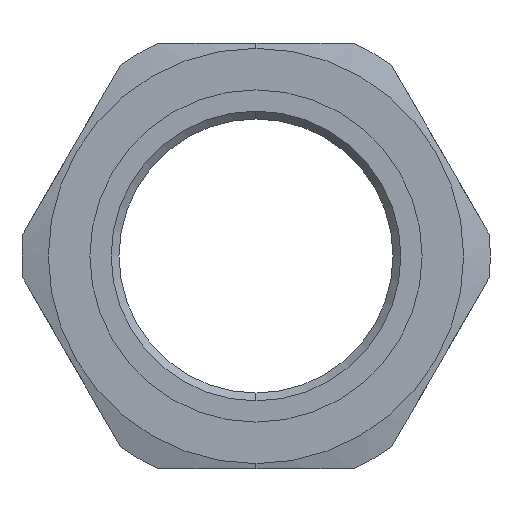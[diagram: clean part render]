
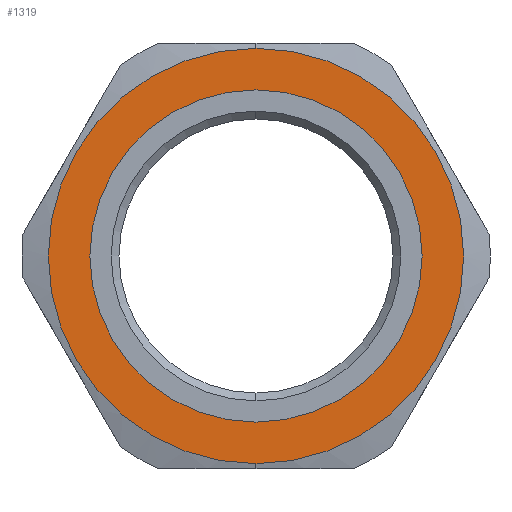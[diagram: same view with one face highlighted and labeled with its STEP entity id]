
A CAD part, left-side view. The second image highlights one B-rep face of the part: STEP entity #1319.
In plain terms, the highlighted planar face has unit normal (-1, 0, 0).
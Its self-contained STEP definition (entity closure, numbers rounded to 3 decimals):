
#22 = EDGE_LOOP ( 'NONE', ( #2121, #1799 ) ) ;
#106 = CARTESIAN_POINT ( 'NONE',  ( 15.3, 0., 0. ) ) ;
#149 = VERTEX_POINT ( 'NONE', #497 ) ;
#235 = CARTESIAN_POINT ( 'NONE',  ( 15.3, 0., -20. ) ) ;
#243 = CIRCLE ( 'NONE', #435, 16. ) ;
#311 = CARTESIAN_POINT ( 'NONE',  ( 15.3, 16., 0. ) ) ;
#320 = DIRECTION ( 'NONE',  ( 1., 0., 0. ) ) ;
#342 = ORIENTED_EDGE ( 'NONE', *, *, #1675, .F. ) ;
#376 = EDGE_CURVE ( 'NONE', #573, #149, #2192, .T. ) ;
#378 = DIRECTION ( 'NONE',  ( 0., 0., -1. ) ) ;
#399 = EDGE_CURVE ( 'NONE', #1391, #1565, #1983, .T. ) ;
#420 = DIRECTION ( 'NONE',  ( 1., 0., 0. ) ) ;
#435 = AXIS2_PLACEMENT_3D ( 'NONE', #106, #467, #1506 ) ;
#467 = DIRECTION ( 'NONE',  ( 1., 0., 0. ) ) ;
#475 = CARTESIAN_POINT ( 'NONE',  ( 15.3, 0., 16. ) ) ;
#497 = CARTESIAN_POINT ( 'NONE',  ( 15.3, 0., -16. ) ) ;
#528 = EDGE_CURVE ( 'NONE', #149, #573, #243, .T. ) ;
#573 = VERTEX_POINT ( 'NONE', #475 ) ;
#645 = DIRECTION ( 'NONE',  ( 0., 0., -1. ) ) ;
#703 = DIRECTION ( 'NONE',  ( 1., 0., 0. ) ) ;
#741 = DIRECTION ( 'NONE',  ( 0., 0., -1. ) ) ;
#808 = AXIS2_PLACEMENT_3D ( 'NONE', #2075, #703, #378 ) ;
#1047 = CIRCLE ( 'NONE', #808, 20. ) ;
#1065 = CARTESIAN_POINT ( 'NONE',  ( 15.3, 0., 0. ) ) ;
#1247 = FACE_BOUND ( 'NONE', #22, .T. ) ;
#1299 = DIRECTION ( 'NONE',  ( 0., 0., -1. ) ) ;
#1303 = AXIS2_PLACEMENT_3D ( 'NONE', #1065, #1763, #741 ) ;
#1319 = ADVANCED_FACE ( 'NONE', ( #1974, #1247 ), #2168, .F. ) ;
#1321 = AXIS2_PLACEMENT_3D ( 'NONE', #311, #320, #645 ) ;
#1391 = VERTEX_POINT ( 'NONE', #235 ) ;
#1466 = EDGE_LOOP ( 'NONE', ( #1943, #342 ) ) ;
#1506 = DIRECTION ( 'NONE',  ( 0., 0., -1. ) ) ;
#1508 = CARTESIAN_POINT ( 'NONE',  ( 15.3, 0., 20. ) ) ;
#1521 = AXIS2_PLACEMENT_3D ( 'NONE', #2104, #420, #1299 ) ;
#1565 = VERTEX_POINT ( 'NONE', #1508 ) ;
#1675 = EDGE_CURVE ( 'NONE', #1565, #1391, #1047, .T. ) ;
#1763 = DIRECTION ( 'NONE',  ( 1., 0., 0. ) ) ;
#1799 = ORIENTED_EDGE ( 'NONE', *, *, #376, .T. ) ;
#1943 = ORIENTED_EDGE ( 'NONE', *, *, #399, .F. ) ;
#1974 = FACE_OUTER_BOUND ( 'NONE', #1466, .T. ) ;
#1983 = CIRCLE ( 'NONE', #1521, 20. ) ;
#2075 = CARTESIAN_POINT ( 'NONE',  ( 15.3, 0., 0. ) ) ;
#2104 = CARTESIAN_POINT ( 'NONE',  ( 15.3, 0., 0. ) ) ;
#2121 = ORIENTED_EDGE ( 'NONE', *, *, #528, .T. ) ;
#2168 = PLANE ( 'NONE',  #1321 ) ;
#2192 = CIRCLE ( 'NONE', #1303, 16. ) ;
